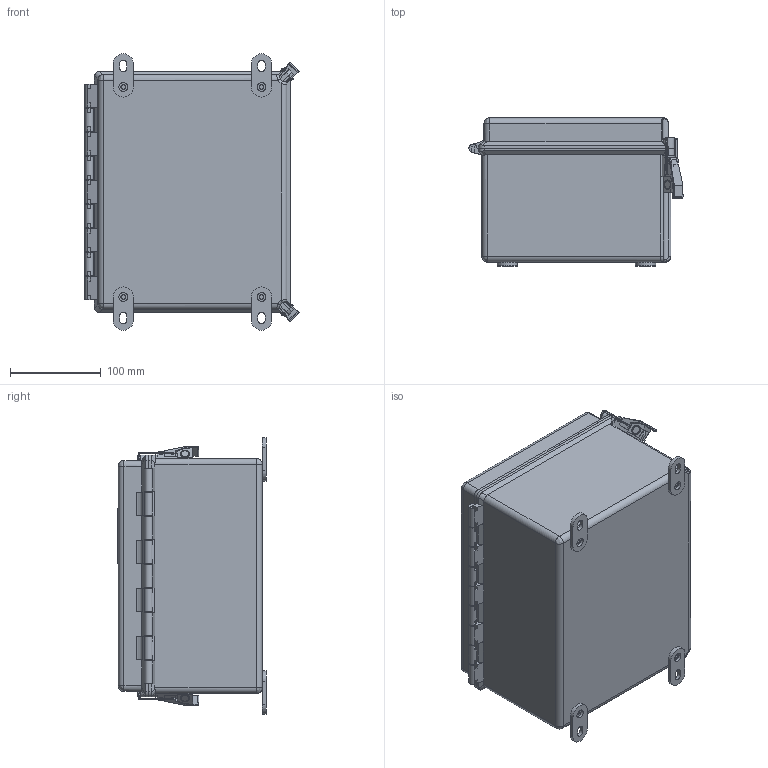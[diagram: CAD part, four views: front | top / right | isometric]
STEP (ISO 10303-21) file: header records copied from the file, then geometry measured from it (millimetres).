
FILE_DESCRIPTION (( 'STEP AP214' ), '1' );
FILE_NAME ('1101-738-E.STEP', '2019-01-16T18:59:37', ( '' ), ( '' ), 'SwSTEP 2.0', 'SolidWorks 2018', '' );
FILE_SCHEMA (( 'AUTOMOTIVE_DESIGN' ));
Length unit declared in the file: inch
Products named in the file (20): 2004-058; 2500-169; 2105-025; Body_Latch^Assy_Body_QR_10X8X6_QR_2002-075; Panel_Junction_Box_A10P8^2002-075; 1101-738-E; Hasp^Assy_Body_QR_10X8X6_QR_2002-075; 2109-053 rev o; 2002-075; A48_Body_QR_10x8x6^Assy_Body_QR_10X8X6_QR_2002-075; 2021-191; Assy_Body_QR_10X8X6_QR^2002-075; 1101-732-WOP_explode; A48_Cover_10x8^2002-075; Foot_Mtg^2002-075; 3450-080; 2003-1034; 3450-08; latch1^Assy_Body_QR_10X8X6_QR_2002-075; 2105-026
Assembly tree (28 placements, depth 4):
  1101-738-E
    2002-075
      Foot_Mtg^2002-075  x4
      A48_Cover_10x8^2002-075
      Panel_Junction_Box_A10P8^2002-075
      Assy_Body_QR_10X8X6_QR^2002-075
        Body_Latch^Assy_Body_QR_10X8X6_QR_2002-075  x2
        A48_Body_QR_10x8x6^Assy_Body_QR_10X8X6_QR_2002-075
        latch1^Assy_Body_QR_10X8X6_QR_2002-075  x2
        Hasp^Assy_Body_QR_10X8X6_QR_2002-075  x2
    1101-732-WOP_explode
      2021-191
      2109-053 rev o
      2004-058
      2500-169
      3450-08
      3450-080
    2105-025  x4
    2105-026
    2003-1034
Bounding box: 235.96 x 163.35 x 304.8 mm (x, y, z)
Volume: 1320722.3 mm3; surface area: 805442.5 mm2
Topology: 25 solids, 25 shells, 2974 faces, 7992 edges, 5155 vertices
Faces by surface type: plane 1690, cylinder 940, bspline 180, cone 88, sphere 38, torus 38
Entity records: 81665 total; most frequent: CARTESIAN_POINT 23252, ORIENTED_EDGE 9848, DIRECTION 9147, EDGE_CURVE 4924, VERTEX_POINT 3191, VECTOR 3187, LINE 3187, AXIS2_PLACEMENT_3D 2980
